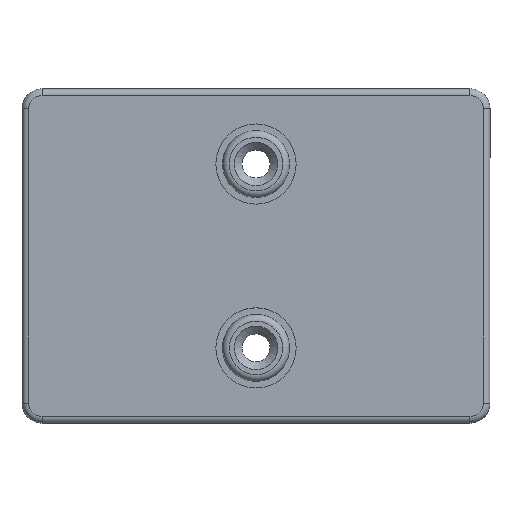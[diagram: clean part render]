
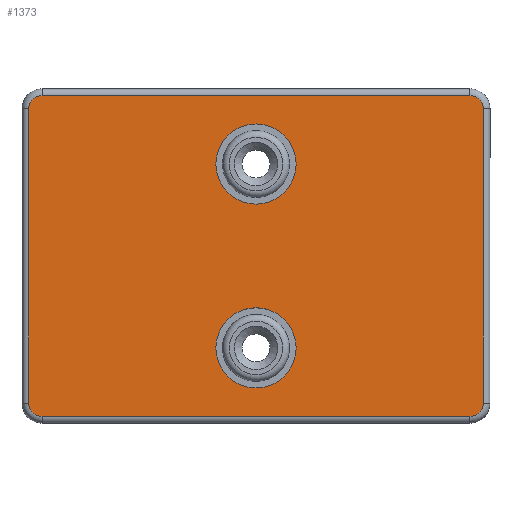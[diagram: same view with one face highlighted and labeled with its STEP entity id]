
A CAD part, top view. The second image highlights one B-rep face of the part: STEP entity #1373.
In plain terms, the highlighted planar face has unit normal (0, 0, 1).
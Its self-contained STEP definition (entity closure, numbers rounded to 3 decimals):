
#137=FACE_BOUND('',#294,.T.);
#138=FACE_BOUND('',#295,.T.);
#157=PLANE('',#1603);
#203=FACE_OUTER_BOUND('',#293,.T.);
#293=EDGE_LOOP('',(#1051,#1052,#1053,#1054,#1055,#1056,#1057,#1058));
#294=EDGE_LOOP('',(#1059,#1060));
#295=EDGE_LOOP('',(#1061,#1062));
#379=LINE('',#2289,#476);
#381=LINE('',#2301,#478);
#383=LINE('',#2313,#480);
#384=LINE('',#2321,#481);
#476=VECTOR('',#1827,10.);
#478=VECTOR('',#1841,10.);
#480=VECTOR('',#1855,10.);
#481=VECTOR('',#1866,10.);
#574=CIRCLE('',#1575,2.);
#580=CIRCLE('',#1583,2.);
#584=CIRCLE('',#1589,2.);
#588=CIRCLE('',#1595,2.);
#591=CIRCLE('',#1604,6.);
#592=CIRCLE('',#1605,6.);
#593=CIRCLE('',#1606,6.);
#594=CIRCLE('',#1607,6.);
#664=VERTEX_POINT('',#2277);
#665=VERTEX_POINT('',#2279);
#667=VERTEX_POINT('',#2285);
#669=VERTEX_POINT('',#2291);
#671=VERTEX_POINT('',#2297);
#673=VERTEX_POINT('',#2303);
#675=VERTEX_POINT('',#2309);
#677=VERTEX_POINT('',#2315);
#684=VERTEX_POINT('',#2342);
#685=VERTEX_POINT('',#2343);
#686=VERTEX_POINT('',#2346);
#687=VERTEX_POINT('',#2347);
#786=EDGE_CURVE('',#664,#665,#574,.T.);
#791=EDGE_CURVE('',#665,#667,#379,.T.);
#794=EDGE_CURVE('',#667,#669,#580,.T.);
#797=EDGE_CURVE('',#669,#671,#381,.T.);
#800=EDGE_CURVE('',#671,#673,#584,.T.);
#803=EDGE_CURVE('',#673,#675,#383,.T.);
#806=EDGE_CURVE('',#675,#677,#588,.T.);
#807=EDGE_CURVE('',#677,#664,#384,.T.);
#818=EDGE_CURVE('',#684,#685,#591,.T.);
#819=EDGE_CURVE('',#685,#684,#592,.T.);
#820=EDGE_CURVE('',#686,#687,#593,.T.);
#821=EDGE_CURVE('',#687,#686,#594,.T.);
#1051=ORIENTED_EDGE('',*,*,#786,.F.);
#1052=ORIENTED_EDGE('',*,*,#807,.F.);
#1053=ORIENTED_EDGE('',*,*,#806,.F.);
#1054=ORIENTED_EDGE('',*,*,#803,.F.);
#1055=ORIENTED_EDGE('',*,*,#800,.F.);
#1056=ORIENTED_EDGE('',*,*,#797,.F.);
#1057=ORIENTED_EDGE('',*,*,#794,.F.);
#1058=ORIENTED_EDGE('',*,*,#791,.F.);
#1059=ORIENTED_EDGE('',*,*,#818,.T.);
#1060=ORIENTED_EDGE('',*,*,#819,.T.);
#1061=ORIENTED_EDGE('',*,*,#820,.T.);
#1062=ORIENTED_EDGE('',*,*,#821,.T.);
#1373=ADVANCED_FACE('',(#203,#137,#138),#157,.T.);
#1575=AXIS2_PLACEMENT_3D('',#2280,#1816,#1817);
#1583=AXIS2_PLACEMENT_3D('',#2295,#1834,#1835);
#1589=AXIS2_PLACEMENT_3D('',#2307,#1848,#1849);
#1595=AXIS2_PLACEMENT_3D('',#2319,#1862,#1863);
#1603=AXIS2_PLACEMENT_3D('',#2341,#1887,#1888);
#1604=AXIS2_PLACEMENT_3D('',#2344,#1889,#1890);
#1605=AXIS2_PLACEMENT_3D('',#2345,#1891,#1892);
#1606=AXIS2_PLACEMENT_3D('',#2348,#1893,#1894);
#1607=AXIS2_PLACEMENT_3D('',#2349,#1895,#1896);
#1816=DIRECTION('center_axis',(0.,0.,-1.));
#1817=DIRECTION('ref_axis',(-0.707,0.707,0.));
#1827=DIRECTION('',(1.,0.,0.));
#1834=DIRECTION('center_axis',(0.,0.,-1.));
#1835=DIRECTION('ref_axis',(0.707,0.707,0.));
#1841=DIRECTION('',(0.,-1.,0.));
#1848=DIRECTION('center_axis',(0.,0.,-1.));
#1849=DIRECTION('ref_axis',(0.707,-0.707,0.));
#1855=DIRECTION('',(-1.,0.,0.));
#1862=DIRECTION('center_axis',(0.,0.,-1.));
#1863=DIRECTION('ref_axis',(-0.707,-0.707,0.));
#1866=DIRECTION('',(0.,1.,0.));
#1887=DIRECTION('center_axis',(0.,0.,1.));
#1888=DIRECTION('ref_axis',(1.,0.,0.));
#1889=DIRECTION('center_axis',(0.,0.,-1.));
#1890=DIRECTION('ref_axis',(1.,0.,0.));
#1891=DIRECTION('center_axis',(0.,0.,-1.));
#1892=DIRECTION('ref_axis',(1.,0.,0.));
#1893=DIRECTION('center_axis',(0.,0.,-1.));
#1894=DIRECTION('ref_axis',(1.,0.,0.));
#1895=DIRECTION('center_axis',(0.,0.,-1.));
#1896=DIRECTION('ref_axis',(1.,0.,0.));
#2277=CARTESIAN_POINT('',(-34.,22.,4.));
#2279=CARTESIAN_POINT('',(-32.,24.,4.));
#2280=CARTESIAN_POINT('Origin',(-32.,22.,4.));
#2285=CARTESIAN_POINT('',(32.,24.,4.));
#2289=CARTESIAN_POINT('',(17.5,24.,4.));
#2291=CARTESIAN_POINT('',(34.,22.,4.));
#2295=CARTESIAN_POINT('Origin',(32.,22.,4.));
#2297=CARTESIAN_POINT('',(34.,-22.,4.));
#2301=CARTESIAN_POINT('',(34.,-12.5,4.));
#2303=CARTESIAN_POINT('',(32.,-24.,4.));
#2307=CARTESIAN_POINT('Origin',(32.,-22.,4.));
#2309=CARTESIAN_POINT('',(-32.,-24.,4.));
#2313=CARTESIAN_POINT('',(-17.5,-24.,4.));
#2315=CARTESIAN_POINT('',(-34.,-22.,4.));
#2319=CARTESIAN_POINT('Origin',(-32.,-22.,4.));
#2321=CARTESIAN_POINT('',(-34.,12.5,4.));
#2341=CARTESIAN_POINT('Origin',(0.,0.,4.));
#2342=CARTESIAN_POINT('',(6.,-13.75,4.));
#2343=CARTESIAN_POINT('',(-6.,-13.75,4.));
#2344=CARTESIAN_POINT('Origin',(0.,-13.75,4.));
#2345=CARTESIAN_POINT('Origin',(0.,-13.75,4.));
#2346=CARTESIAN_POINT('',(6.,13.75,4.));
#2347=CARTESIAN_POINT('',(-6.,13.75,4.));
#2348=CARTESIAN_POINT('Origin',(0.,13.75,4.));
#2349=CARTESIAN_POINT('Origin',(0.,13.75,4.));
